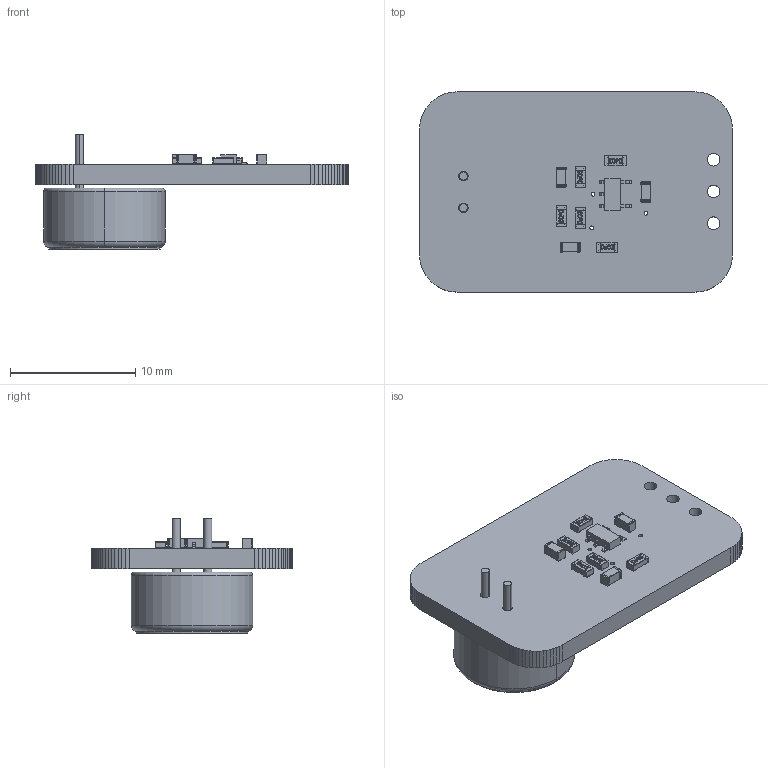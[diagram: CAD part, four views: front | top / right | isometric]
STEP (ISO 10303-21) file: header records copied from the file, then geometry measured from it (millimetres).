
FILE_DESCRIPTION(('PCB Model'),'2;1');
FILE_NAME('7SEMI MICROPHONE BREAKOUT.STEP','2023-02-04T23:28:01',('pritesh'),('Unspecified'), 'Open CASCADE STEP processor 6.8','Proteus','Unknown');
FILE_SCHEMA(('AUTOMOTIVE_DESIGN { 1 0 10303 214 1 1 1 1 }'));
Length unit declared in the file: millimetre
Products named in the file (40): Open CASCADE STEP translator 6.8 1; Layer_1; MIC1; Open CASCADE STEP translator 6.8 1.2.1; Body_1; C2; Open CASCADE STEP translator 6.8 1.3.1; Part_3; Part_2; Part_1; R2; Open CASCADE STEP translator 6.8 1.4.1; =>[0:1:1:3]; =>[0:1:1:4]; =>[0:1:1:5]; =>[0:1:1:6]; U1; Open CASCADE STEP translator 6.8 1.5.1; Pin_1; Pin_2; Pin_3; Pin_4; Pin_5; R1; Open CASCADE STEP translator 6.8 1.6.1; R3; Open CASCADE STEP translator 6.8 1.7.1; R4; Open CASCADE STEP translator 6.8 1.8.1; C1; Open CASCADE STEP translator 6.8 1.9.1; C3; Open CASCADE STEP translator 6.8 1.10.1; R5; Open CASCADE STEP translator 6.8 1.11.1
Assembly tree (49 placements, depth 5):
  Open CASCADE STEP translator 6.8 1
    Layer_1
    MIC1
      Open CASCADE STEP translator 6.8 1.2.1
        Body_1
    C2
      Open CASCADE STEP translator 6.8 1.3.1
        Body_1
          Part_3
          Part_2
          Part_1
    R2
      Open CASCADE STEP translator 6.8 1.4.1
        Body_1
          =>[0:1:1:3]
          =>[0:1:1:4]
          =>[0:1:1:5]
          =>[0:1:1:6]
    U1
      Open CASCADE STEP translator 6.8 1.5.1
        Body_1
        Pin_1
        Pin_2
        Pin_3
        Pin_4
        Pin_5
    R1
      Open CASCADE STEP translator 6.8 1.6.1
        Body_1
          =>[0:1:1:3]
          =>[0:1:1:4]
          =>[0:1:1:5]
          =>[0:1:1:6]
    R3
      Open CASCADE STEP translator 6.8 1.7.1
        Body_1
          =>[0:1:1:3]
          =>[0:1:1:4]
          =>[0:1:1:5]
          =>[0:1:1:6]
    R4
      Open CASCADE STEP translator 6.8 1.8.1
        Body_1
          =>[0:1:1:3]
          =>[0:1:1:4]
          =>[0:1:1:5]
          =>[0:1:1:6]
    C1
      Open CASCADE STEP translator 6.8 1.9.1
        Body_1
          Part_3
          Part_2
          Part_1
    C3
      Open CASCADE STEP translator 6.8 1.10.1
        Body_1
          Part_3
          Part_2
          Part_1
    R5
Bounding box: 25 x 16 x 9.17 mm (x, y, z)
Volume: 993.3 mm3; surface area: 1336.7 mm2
Topology: 37 solids, 37 shells, 824 faces, 2076 edges, 1340 vertices
Faces by surface type: plane 463, bspline 205, cylinder 128, sphere 24, torus 4
Entity records: 16304 total; most frequent: CARTESIAN_POINT 4827, ORIENTED_EDGE 1824, DIRECTION 1737, EDGE_CURVE 912, LINE 637, VECTOR 637, VERTEX_POINT 596, AXIS2_PLACEMENT_3D 550
